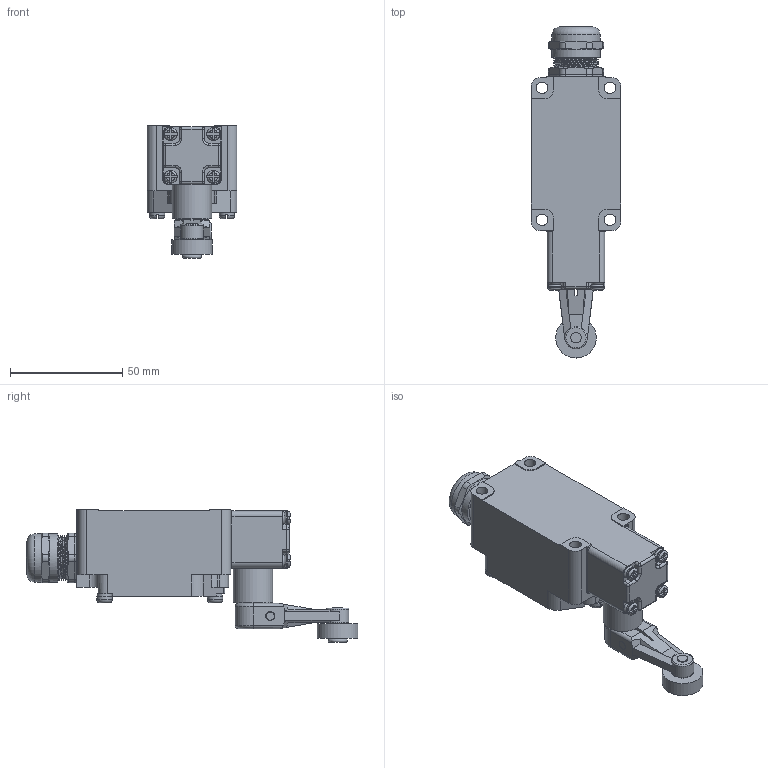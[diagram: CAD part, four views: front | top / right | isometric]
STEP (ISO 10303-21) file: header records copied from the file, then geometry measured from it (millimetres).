
FILE_DESCRIPTION(('STEP AP203'), '1');
FILE_NAME('MTB4-HD5104_3D', '2025-08-04T11:30:15', (''), (''), 'C3D Converter', 'C3D Toolkit', '');
FILE_SCHEMA(('CONFIG_CONTROL_DESIGN'));
Length unit declared in the file: millimetre
Products named in the file (3): LA167-Z5-104; W20250731001
Assembly tree (2 placements, depth 2):
  (unnamed)
    LA167-Z5-104
    W20250731001
Bounding box: 40 x 147.55 x 59 mm (x, y, z)
Volume: 122123.4 mm3; surface area: 29961.3 mm2
Topology: 5 solids, 5 shells, 544 faces, 1454 edges, 942 vertices
Faces by surface type: plane 299, cylinder 174, torus 47, bspline 9, sphere 8, cone 7
Full cylindrical faces by diameter (mm): 2.5 x1, 3.6 x1, 4 x1, 4.7 x1, 5.2 x4, 5.8 x4, 6.5 x3, 6.8 x3, 7 x1, 8.5 x1, 9 x2, 10.6 x1, 11.4 x1, 12 x1, 12.8 x1, 15 x1, 15.2 x1, 16 x1, 17.5 x1, 18 x1, 19.2 x1, 19.8 x1, 21.4 x2
Entity records: 25559 total; most frequent: CARTESIAN_POINT 10776, ORIENTED_EDGE 2790, DIRECTION 2750, EDGE_CURVE 1395, AXIS2_PLACEMENT_3D 991, VERTEX_POINT 941, LINE 768, VECTOR 768
